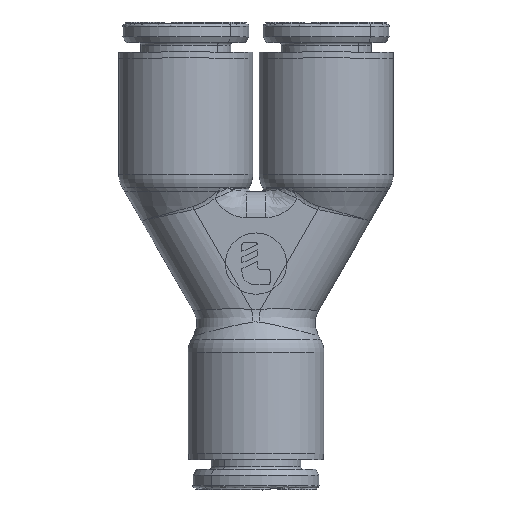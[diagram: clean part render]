
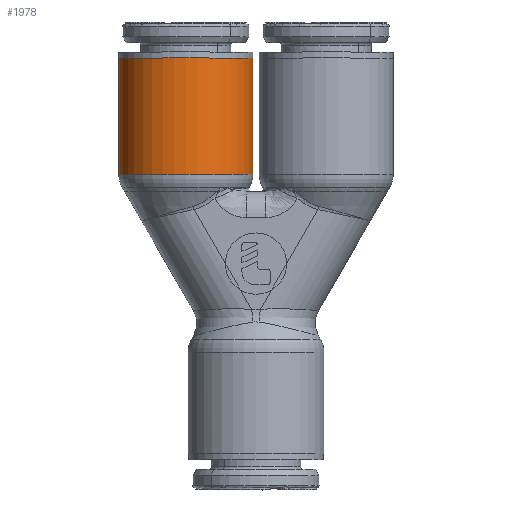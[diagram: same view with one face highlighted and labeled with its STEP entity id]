
A CAD part, top view. The second image highlights one B-rep face of the part: STEP entity #1978.
In plain terms, the highlighted cylindrical face has radius 5.25 mm (diameter 10.5 mm), a partial arc.
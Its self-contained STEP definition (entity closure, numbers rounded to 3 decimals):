
#1978=ADVANCED_FACE('',(#5484),#5485,.T.);
#5484=FACE_OUTER_BOUND('',#14295,.T.);
#5485=CYLINDRICAL_SURFACE('',#14296,5.25);
#14295=EDGE_LOOP('',(#29562,#29563,#29564,#29565));
#14296=AXIS2_PLACEMENT_3D('',#29566,#29567,#29568);
#29562=ORIENTED_EDGE('',*,*,#35471,.F.);
#29563=ORIENTED_EDGE('',*,*,#35472,.T.);
#29564=ORIENTED_EDGE('',*,*,#35469,.T.);
#29565=ORIENTED_EDGE('',*,*,#35467,.F.);
#29566=CARTESIAN_POINT('',(-5.5,20.028,0.0));
#29567=DIRECTION('',(-0.0,-1.0,0.0));
#29568=DIRECTION('',(-1.0,0.0,0.0));
#35467=EDGE_CURVE('',#42999,#42997,#43001,.T.);
#35469=EDGE_CURVE('',#43003,#42997,#43004,.T.);
#35471=EDGE_CURVE('',#43005,#42999,#43007,.T.);
#35472=EDGE_CURVE('',#43005,#43003,#43008,.T.);
#42997=VERTEX_POINT('',#57574);
#42999=VERTEX_POINT('',#57576);
#43001=CIRCLE('',#57578,5.25);
#43003=VERTEX_POINT('',#57580);
#43004=LINE('',#57581,#57582);
#43005=VERTEX_POINT('',#57583);
#43007=LINE('',#57585,#57586);
#43008=CIRCLE('',#57587,5.25);
#57574=CARTESIAN_POINT('',(-10.75,21.886,0.003));
#57576=CARTESIAN_POINT('',(-0.25,21.886,-0.004));
#57578=AXIS2_PLACEMENT_3D('',#64942,#64943,#64944);
#57580=CARTESIAN_POINT('',(-10.75,31.0,0.0));
#57581=CARTESIAN_POINT('',(-10.75,31.0,0.0));
#57582=VECTOR('',#64948,9.114);
#57583=CARTESIAN_POINT('',(-0.25,31.0,0.0));
#57585=CARTESIAN_POINT('',(-0.25,31.0,0.0));
#57586=VECTOR('',#64952,9.114);
#57587=AXIS2_PLACEMENT_3D('',#64953,#64954,#64955);
#64942=CARTESIAN_POINT('',(-5.5,21.886,0.0));
#64943=DIRECTION('',(0.0,-1.0,0.0));
#64944=DIRECTION('',(1.0,0.0,0.0));
#64948=DIRECTION('',(0.0,-1.0,0.0));
#64952=DIRECTION('',(0.0,-1.0,0.0));
#64953=CARTESIAN_POINT('',(-5.5,31.0,0.0));
#64954=DIRECTION('',(0.0,-1.0,0.0));
#64955=DIRECTION('',(1.0,0.0,0.0));
